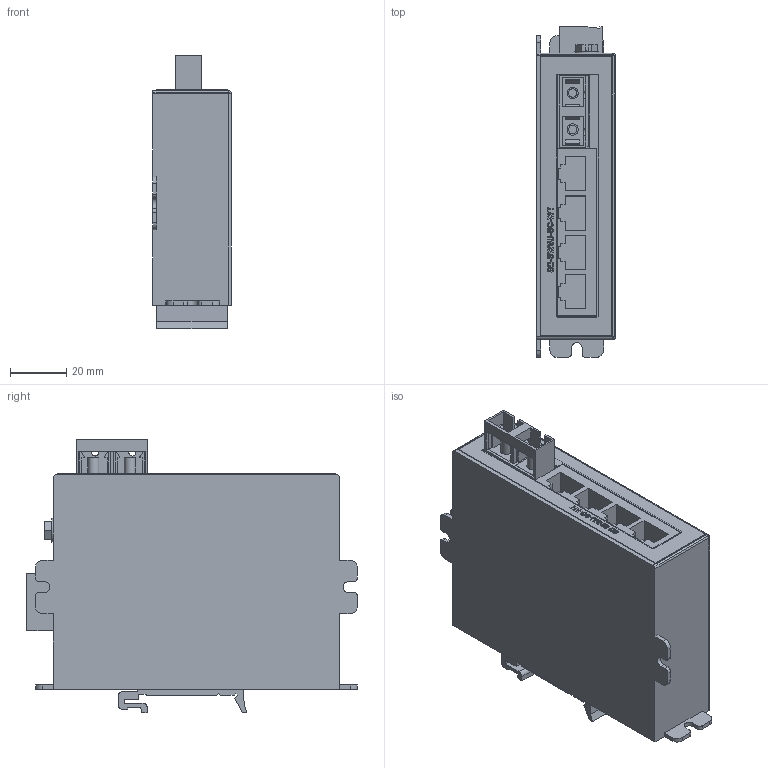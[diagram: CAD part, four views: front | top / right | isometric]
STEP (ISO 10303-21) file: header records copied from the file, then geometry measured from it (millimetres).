
FILE_DESCRIPTION (( 'STEP AP214' ), '1' );
FILE_NAME ('SE-SW5U-SC-WT.STEP', '2012-03-06T15:44:53', ( ' ' ), ( ' ' ), 'SwSTEP 2.0', 'SolidWorks 2011', '' );
FILE_SCHEMA (( 'AUTOMOTIVE_DESIGN' ));
Length unit declared in the file: millimetre
Products named in the file (1): SE-SW5U-SC-WT
Bounding box: 28 x 117.45 x 97.2 mm (x, y, z)
Volume: 28820.8 mm3; surface area: 63300.9 mm2
Topology: 30 solids, 30 shells, 506 faces, 1289 edges, 854 vertices
Faces by surface type: plane 386, bspline 69, cylinder 49, sphere 2
Full cylindrical faces by diameter (mm): 3 x2, 3.81 x8, 4 x2, 8.48 x1
Entity records: 23923 total; most frequent: CARTESIAN_POINT 6872, ORIENTED_EDGE 2548, DIRECTION 2110, EDGE_CURVE 1274, LINE 1038, VECTOR 1038, VERTEX_POINT 854, EDGE_LOOP 542
